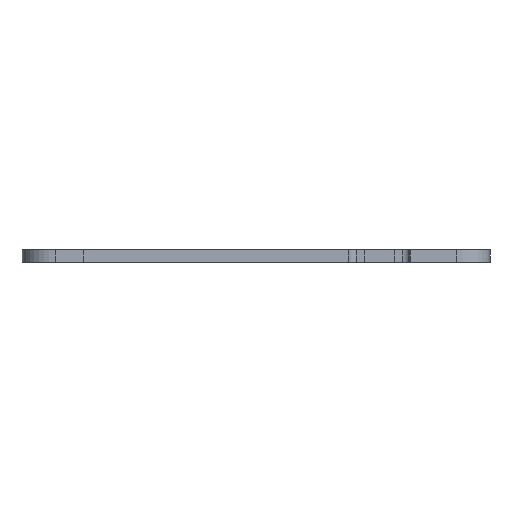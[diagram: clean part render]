
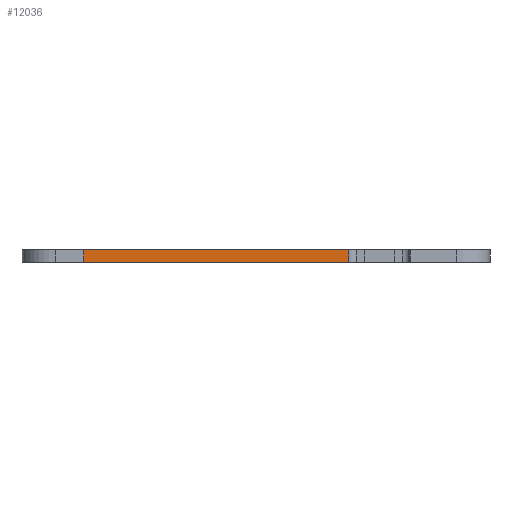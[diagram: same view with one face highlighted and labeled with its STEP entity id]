
A CAD part, front view. The second image highlights one B-rep face of the part: STEP entity #12036.
In plain terms, the highlighted planar face has unit normal (0, -1, 0).
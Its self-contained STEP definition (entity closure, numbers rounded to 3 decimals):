
#84 = PLANE('',#85);
#85 = AXIS2_PLACEMENT_3D('',#86,#87,#88);
#86 = CARTESIAN_POINT('',(130.737,-90.087,1.64));
#87 = DIRECTION('',(-0.,-0.,-1.));
#88 = DIRECTION('',(-1.,0.,0.));
#143 = PLANE('',#144);
#144 = AXIS2_PLACEMENT_3D('',#145,#146,#147);
#145 = CARTESIAN_POINT('',(130.737,-90.087,0.));
#146 = DIRECTION('',(-0.,-0.,-1.));
#147 = DIRECTION('',(-1.,0.,0.));
#1101 = VERTEX_POINT('',#1102);
#1102 = CARTESIAN_POINT('',(142.588,-135.463,0.));
#1116 = PLANE('',#1117);
#1117 = AXIS2_PLACEMENT_3D('',#1118,#1119,#1120);
#1118 = CARTESIAN_POINT('',(142.588,-130.35,0.));
#1119 = DIRECTION('',(1.,0.,-0.));
#1120 = DIRECTION('',(0.,-1.,0.));
#1128 = EDGE_CURVE('',#1101,#1129,#1131,.T.);
#1129 = VERTEX_POINT('',#1130);
#1130 = CARTESIAN_POINT('',(108.638,-135.463,0.));
#1131 = SURFACE_CURVE('',#1132,(#1136,#1143),.PCURVE_S1.);
#1132 = LINE('',#1133,#1134);
#1133 = CARTESIAN_POINT('',(156.488,-135.463,0.));
#1134 = VECTOR('',#1135,1.);
#1135 = DIRECTION('',(-1.,0.,0.));
#1136 = PCURVE('',#143,#1137);
#1137 = DEFINITIONAL_REPRESENTATION('',(#1138),#1142);
#1138 = LINE('',#1139,#1140);
#1139 = CARTESIAN_POINT('',(-25.75,-45.375));
#1140 = VECTOR('',#1141,1.);
#1141 = DIRECTION('',(1.,0.));
#1142 = ( GEOMETRIC_REPRESENTATION_CONTEXT(2) 
PARAMETRIC_REPRESENTATION_CONTEXT() REPRESENTATION_CONTEXT('2D SPACE',''
  ) );
#1143 = PCURVE('',#1144,#1149);
#1144 = PLANE('',#1145);
#1145 = AXIS2_PLACEMENT_3D('',#1146,#1147,#1148);
#1146 = CARTESIAN_POINT('',(156.488,-135.463,0.));
#1147 = DIRECTION('',(0.,-1.,0.));
#1148 = DIRECTION('',(-1.,0.,0.));
#1149 = DEFINITIONAL_REPRESENTATION('',(#1150),#1154);
#1150 = LINE('',#1151,#1152);
#1151 = CARTESIAN_POINT('',(0.,-0.));
#1152 = VECTOR('',#1153,1.);
#1153 = DIRECTION('',(1.,0.));
#1154 = ( GEOMETRIC_REPRESENTATION_CONTEXT(2) 
PARAMETRIC_REPRESENTATION_CONTEXT() REPRESENTATION_CONTEXT('2D SPACE',''
  ) );
#1172 = PLANE('',#1173);
#1173 = AXIS2_PLACEMENT_3D('',#1174,#1175,#1176);
#1174 = CARTESIAN_POINT('',(108.638,-135.463,0.));
#1175 = DIRECTION('',(0.,-1.,0.));
#1176 = DIRECTION('',(-1.,0.,0.));
#7239 = VERTEX_POINT('',#7240);
#7240 = CARTESIAN_POINT('',(142.588,-135.463,1.64));
#7261 = EDGE_CURVE('',#7239,#7262,#7264,.T.);
#7262 = VERTEX_POINT('',#7263);
#7263 = CARTESIAN_POINT('',(108.638,-135.463,1.64));
#7264 = SURFACE_CURVE('',#7265,(#7269,#7276),.PCURVE_S1.);
#7265 = LINE('',#7266,#7267);
#7266 = CARTESIAN_POINT('',(156.488,-135.463,1.64));
#7267 = VECTOR('',#7268,1.);
#7268 = DIRECTION('',(-1.,0.,0.));
#7269 = PCURVE('',#84,#7270);
#7270 = DEFINITIONAL_REPRESENTATION('',(#7271),#7275);
#7271 = LINE('',#7272,#7273);
#7272 = CARTESIAN_POINT('',(-25.75,-45.375));
#7273 = VECTOR('',#7274,1.);
#7274 = DIRECTION('',(1.,0.));
#7275 = ( GEOMETRIC_REPRESENTATION_CONTEXT(2) 
PARAMETRIC_REPRESENTATION_CONTEXT() REPRESENTATION_CONTEXT('2D SPACE',''
  ) );
#7276 = PCURVE('',#1144,#7277);
#7277 = DEFINITIONAL_REPRESENTATION('',(#7278),#7282);
#7278 = LINE('',#7279,#7280);
#7279 = CARTESIAN_POINT('',(0.,-1.64));
#7280 = VECTOR('',#7281,1.);
#7281 = DIRECTION('',(1.,0.));
#7282 = ( GEOMETRIC_REPRESENTATION_CONTEXT(2) 
PARAMETRIC_REPRESENTATION_CONTEXT() REPRESENTATION_CONTEXT('2D SPACE',''
  ) );
#12013 = EDGE_CURVE('',#1129,#7262,#12014,.T.);
#12014 = SURFACE_CURVE('',#12015,(#12019,#12026),.PCURVE_S1.);
#12015 = LINE('',#12016,#12017);
#12016 = CARTESIAN_POINT('',(108.638,-135.463,0.));
#12017 = VECTOR('',#12018,1.);
#12018 = DIRECTION('',(0.,0.,1.));
#12019 = PCURVE('',#1172,#12020);
#12020 = DEFINITIONAL_REPRESENTATION('',(#12021),#12025);
#12021 = LINE('',#12022,#12023);
#12022 = CARTESIAN_POINT('',(0.,-0.));
#12023 = VECTOR('',#12024,1.);
#12024 = DIRECTION('',(0.,-1.));
#12025 = ( GEOMETRIC_REPRESENTATION_CONTEXT(2) 
PARAMETRIC_REPRESENTATION_CONTEXT() REPRESENTATION_CONTEXT('2D SPACE',''
  ) );
#12026 = PCURVE('',#1144,#12027);
#12027 = DEFINITIONAL_REPRESENTATION('',(#12028),#12032);
#12028 = LINE('',#12029,#12030);
#12029 = CARTESIAN_POINT('',(47.85,0.));
#12030 = VECTOR('',#12031,1.);
#12031 = DIRECTION('',(0.,-1.));
#12032 = ( GEOMETRIC_REPRESENTATION_CONTEXT(2) 
PARAMETRIC_REPRESENTATION_CONTEXT() REPRESENTATION_CONTEXT('2D SPACE',''
  ) );
#12036 = ADVANCED_FACE('',(#12037),#1144,.T.);
#12037 = FACE_BOUND('',#12038,.T.);
#12038 = EDGE_LOOP('',(#12039,#12040,#12059,#12060));
#12039 = ORIENTED_EDGE('',*,*,#1128,.F.);
#12040 = ORIENTED_EDGE('',*,*,#12041,.T.);
#12041 = EDGE_CURVE('',#1101,#7239,#12042,.T.);
#12042 = SURFACE_CURVE('',#12043,(#12047,#12053),.PCURVE_S1.);
#12043 = LINE('',#12044,#12045);
#12044 = CARTESIAN_POINT('',(142.588,-135.463,0.));
#12045 = VECTOR('',#12046,1.);
#12046 = DIRECTION('',(0.,0.,1.));
#12047 = PCURVE('',#1144,#12048);
#12048 = DEFINITIONAL_REPRESENTATION('',(#12049),#12052);
#12049 = B_SPLINE_CURVE_WITH_KNOTS('',1,(#12050,#12051),.UNSPECIFIED.,
  .F.,.F.,(2,2),(0.,1.64),.PIECEWISE_BEZIER_KNOTS.);
#12050 = CARTESIAN_POINT('',(13.9,0.));
#12051 = CARTESIAN_POINT('',(13.9,-1.64));
#12052 = ( GEOMETRIC_REPRESENTATION_CONTEXT(2) 
PARAMETRIC_REPRESENTATION_CONTEXT() REPRESENTATION_CONTEXT('2D SPACE',''
  ) );
#12053 = PCURVE('',#1116,#12054);
#12054 = DEFINITIONAL_REPRESENTATION('',(#12055),#12058);
#12055 = B_SPLINE_CURVE_WITH_KNOTS('',1,(#12056,#12057),.UNSPECIFIED.,
  .F.,.F.,(2,2),(0.,1.64),.PIECEWISE_BEZIER_KNOTS.);
#12056 = CARTESIAN_POINT('',(5.113,0.));
#12057 = CARTESIAN_POINT('',(5.113,-1.64));
#12058 = ( GEOMETRIC_REPRESENTATION_CONTEXT(2) 
PARAMETRIC_REPRESENTATION_CONTEXT() REPRESENTATION_CONTEXT('2D SPACE',''
  ) );
#12059 = ORIENTED_EDGE('',*,*,#7261,.T.);
#12060 = ORIENTED_EDGE('',*,*,#12013,.F.);
